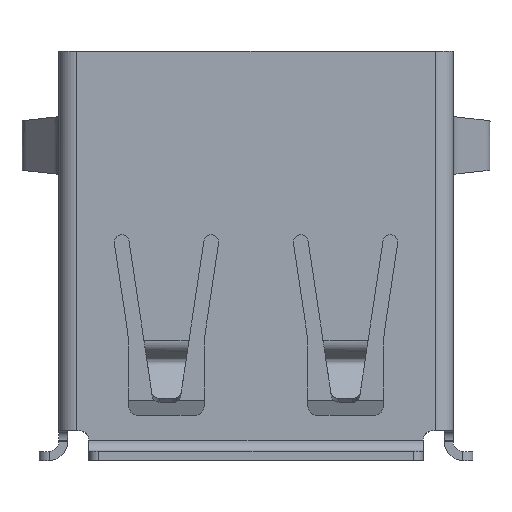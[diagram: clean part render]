
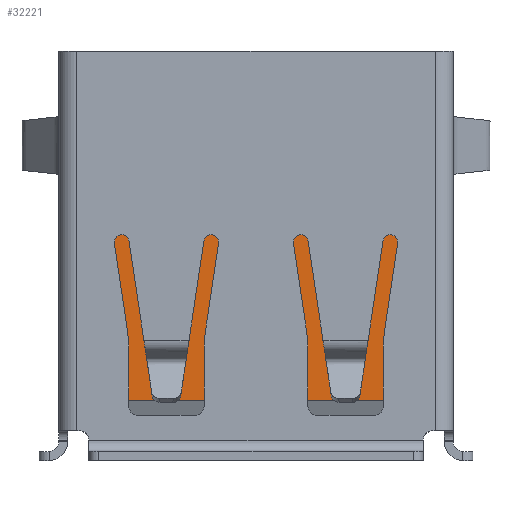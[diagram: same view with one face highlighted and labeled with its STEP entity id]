
A CAD part, top view. The second image highlights one B-rep face of the part: STEP entity #32221.
In plain terms, the highlighted planar face has unit normal (0, 0, 1).
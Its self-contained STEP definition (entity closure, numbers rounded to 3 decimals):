
#987 = ORIENTED_EDGE ( 'NONE', *, *, #21405, .T. ) ;
#2362 = EDGE_LOOP ( 'NONE', ( #37999, #37755, #24306, #987 ) ) ;
#2913 = CARTESIAN_POINT ( 'NONE',  ( 5.5, -11.6, 5.93 ) ) ;
#3286 = VERTEX_POINT ( 'NONE', #34910 ) ;
#4806 = VERTEX_POINT ( 'NONE', #20290 ) ;
#4904 = LINE ( 'NONE', #8398, #23595 ) ;
#5597 = EDGE_CURVE ( 'NONE', #25899, #12943, #24387, .T. ) ;
#7133 = VECTOR ( 'NONE', #26725, 1000. ) ;
#8324 = LINE ( 'NONE', #26476, #10300 ) ;
#8398 = CARTESIAN_POINT ( 'NONE',  ( -5.3, -23.751, 5.93 ) ) ;
#10300 = VECTOR ( 'NONE', #17906, 1000. ) ;
#12381 = FACE_OUTER_BOUND ( 'NONE', #2362, .T. ) ;
#12457 = AXIS2_PLACEMENT_3D ( 'NONE', #34174, #22652, #34749 ) ;
#12717 = LINE ( 'NONE', #21284, #20095 ) ;
#12943 = VERTEX_POINT ( 'NONE', #15667 ) ;
#15667 = CARTESIAN_POINT ( 'NONE',  ( 5.3, -11.6, 5.93 ) ) ;
#17194 = DIRECTION ( 'NONE',  ( 0., -1., 0. ) ) ;
#17906 = DIRECTION ( 'NONE',  ( 0., 1., 0. ) ) ;
#20028 = CARTESIAN_POINT ( 'NONE',  ( -5.3, -11.6, 5.93 ) ) ;
#20095 = VECTOR ( 'NONE', #24409, 1000. ) ;
#20290 = CARTESIAN_POINT ( 'NONE',  ( 5.3, -4.6, 5.93 ) ) ;
#21284 = CARTESIAN_POINT ( 'NONE',  ( -5.5, -4.6, 5.93 ) ) ;
#21405 = EDGE_CURVE ( 'NONE', #3286, #25899, #4904, .T. ) ;
#22652 = DIRECTION ( 'NONE',  ( 0., 0., -1. ) ) ;
#23595 = VECTOR ( 'NONE', #17194, 1000. ) ;
#24306 = ORIENTED_EDGE ( 'NONE', *, *, #33184, .T. ) ;
#24387 = LINE ( 'NONE', #2913, #7133 ) ;
#24409 = DIRECTION ( 'NONE',  ( -1., 0., 0. ) ) ;
#25899 = VERTEX_POINT ( 'NONE', #20028 ) ;
#26476 = CARTESIAN_POINT ( 'NONE',  ( 5.3, -23.751, 5.93 ) ) ;
#26725 = DIRECTION ( 'NONE',  ( 1., 0., 0. ) ) ;
#30313 = PLANE ( 'NONE',  #12457 ) ;
#32221 = ADVANCED_FACE ( 'NONE', ( #12381 ), #30313, .F. ) ;
#33184 = EDGE_CURVE ( 'NONE', #4806, #3286, #12717, .T. ) ;
#34174 = CARTESIAN_POINT ( 'NONE',  ( -5.5, -23.751, 5.93 ) ) ;
#34749 = DIRECTION ( 'NONE',  ( -1., 0., 0. ) ) ;
#34910 = CARTESIAN_POINT ( 'NONE',  ( -5.3, -4.6, 5.93 ) ) ;
#35755 = EDGE_CURVE ( 'NONE', #12943, #4806, #8324, .T. ) ;
#37755 = ORIENTED_EDGE ( 'NONE', *, *, #35755, .T. ) ;
#37999 = ORIENTED_EDGE ( 'NONE', *, *, #5597, .T. ) ;
